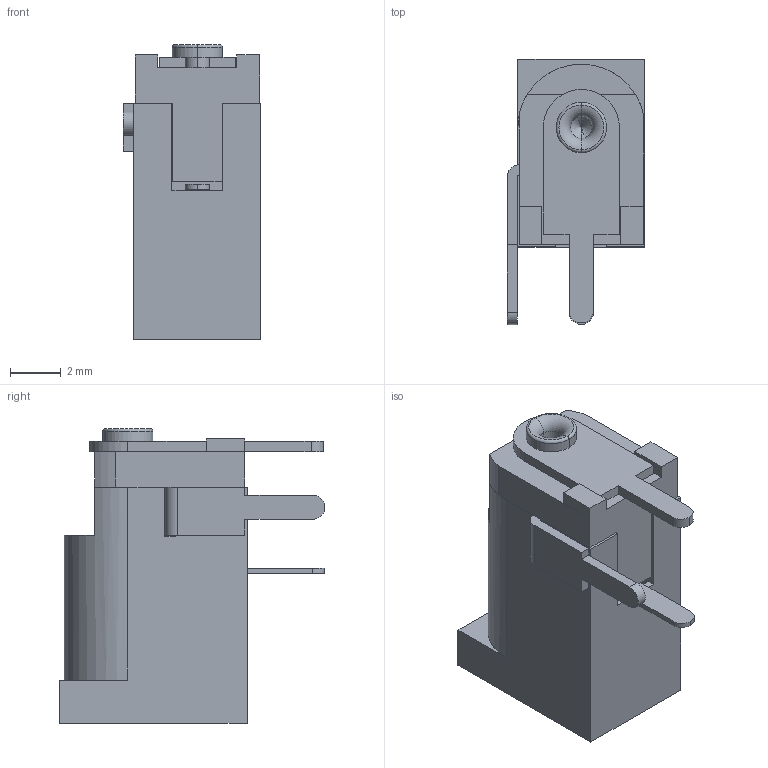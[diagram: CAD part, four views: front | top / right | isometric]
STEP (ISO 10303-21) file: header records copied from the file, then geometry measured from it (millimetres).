
FILE_DESCRIPTION (( 'STEP AP203' ), '1' );
FILE_NAME ('54-00168_revA.STEP', '2019-07-30T18:49:46', ( '' ), ( '' ), 'SwSTEP 2.0', 'SolidWorks 2015', '' );
FILE_SCHEMA (( 'CONFIG_CONTROL_DESIGN' ));
Length unit declared in the file: millimetre
Products named in the file (7): 54-00168_revA; 54-00168_spring contact; 54-00168_switch contact; 54-00168_centerpin; 54-00168_center contact; 54-00168_insulator; 54-00168_insulator2
Assembly tree (6 placements, depth 2):
  54-00168_revA
    54-00168_insulator
    54-00168_switch contact
    54-00168_insulator2
    54-00168_center contact
    54-00168_centerpin
    54-00168_spring contact
Bounding box: 5.42 x 10.46 x 11.6 mm (x, y, z)
Volume: 222.6 mm3; surface area: 845.9 mm2
Topology: 6 solids, 6 shells, 176 faces, 471 edges, 307 vertices
Faces by surface type: plane 113, cylinder 49, cone 6, torus 6, sphere 2
Entity records: 6183 total; most frequent: CARTESIAN_POINT 955, DIRECTION 952, ORIENTED_EDGE 930, EDGE_CURVE 465, LINE 348, VECTOR 348, VERTEX_POINT 305, AXIS2_PLACEMENT_3D 302
